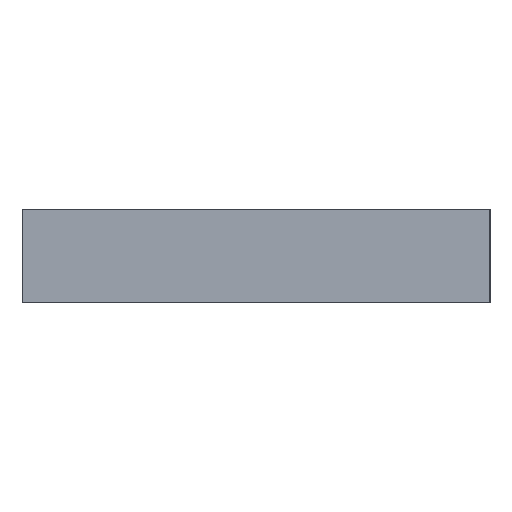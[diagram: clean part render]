
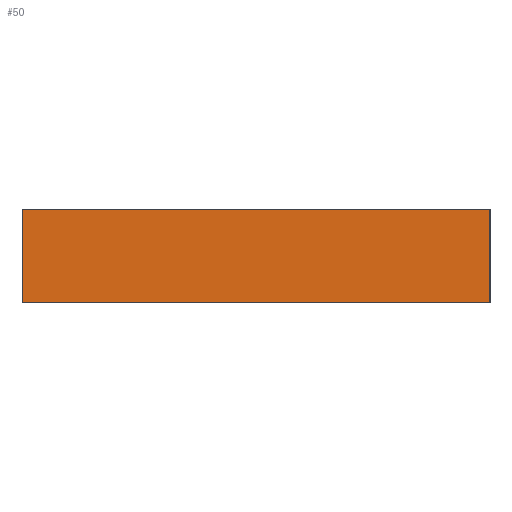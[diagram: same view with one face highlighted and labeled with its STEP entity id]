
A CAD part, left-side view. The second image highlights one B-rep face of the part: STEP entity #50.
In plain terms, the highlighted planar face has unit normal (-1, 0, 0).
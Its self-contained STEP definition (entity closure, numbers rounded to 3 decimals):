
#50 = ADVANCED_FACE( '', ( #104 ), #105, .F. );
#104 = FACE_OUTER_BOUND( '', #159, .T. );
#105 = PLANE( '', #160 );
#159 = EDGE_LOOP( '', ( #234, #235, #236, #237 ) );
#160 = AXIS2_PLACEMENT_3D( '', #238, #239, #240 );
#234 = ORIENTED_EDGE( '', *, *, #277, .T. );
#235 = ORIENTED_EDGE( '', *, *, #286, .F. );
#236 = ORIENTED_EDGE( '', *, *, #295, .F. );
#237 = ORIENTED_EDGE( '', *, *, #290, .T. );
#238 = CARTESIAN_POINT( '', ( 0., 30., 6. ) );
#239 = DIRECTION( '', ( 1., 0., 0. ) );
#240 = DIRECTION( '', ( 0., 0., -1. ) );
#277 = EDGE_CURVE( '', #311, #315, #317, .T. );
#286 = EDGE_CURVE( '', #328, #315, #330, .T. );
#290 = EDGE_CURVE( '', #335, #311, #336, .T. );
#295 = EDGE_CURVE( '', #335, #328, #342, .T. );
#311 = VERTEX_POINT( '', #361 );
#315 = VERTEX_POINT( '', #367 );
#317 = LINE( '', #370, #371 );
#328 = VERTEX_POINT( '', #385 );
#330 = LINE( '', #388, #389 );
#335 = VERTEX_POINT( '', #394 );
#336 = LINE( '', #395, #396 );
#342 = LINE( '', #403, #404 );
#361 = CARTESIAN_POINT( '', ( 0., 30., 0. ) );
#367 = CARTESIAN_POINT( '', ( 0., 0., 0. ) );
#370 = CARTESIAN_POINT( '', ( 0., 30., 0. ) );
#371 = VECTOR( '', #427, 1000. );
#385 = CARTESIAN_POINT( '', ( 0., 0., 6. ) );
#388 = CARTESIAN_POINT( '', ( 0., 0., 6. ) );
#389 = VECTOR( '', #435, 1000. );
#394 = CARTESIAN_POINT( '', ( 0., 30., 6. ) );
#395 = CARTESIAN_POINT( '', ( 0., 30., 6. ) );
#396 = VECTOR( '', #439, 1000. );
#403 = CARTESIAN_POINT( '', ( 0., 30., 6. ) );
#404 = VECTOR( '', #444, 1000. );
#427 = DIRECTION( '', ( 0., -1., 0. ) );
#435 = DIRECTION( '', ( 0., 0., -1. ) );
#439 = DIRECTION( '', ( 0., 0., -1. ) );
#444 = DIRECTION( '', ( 0., -1., 0. ) );
